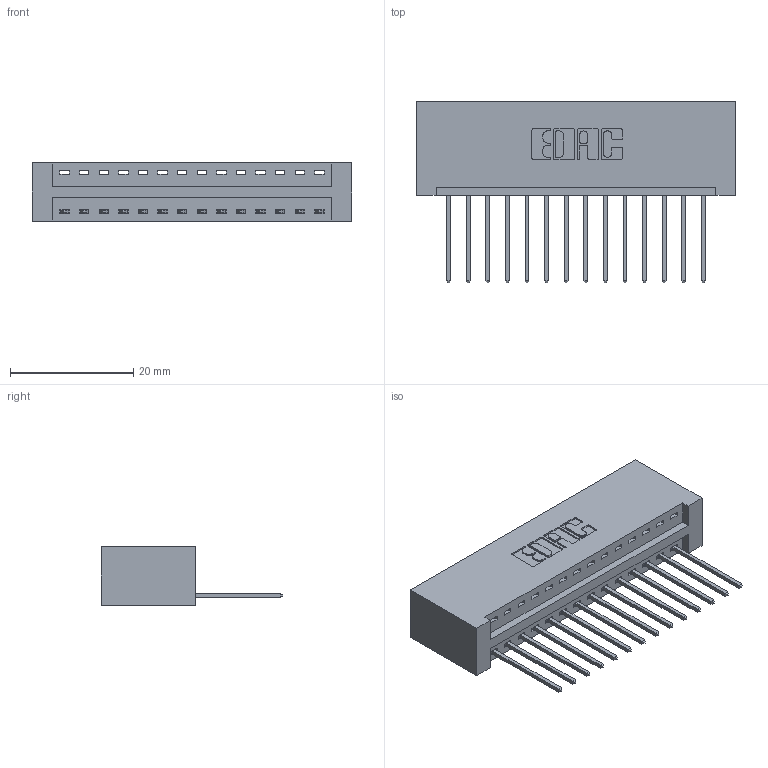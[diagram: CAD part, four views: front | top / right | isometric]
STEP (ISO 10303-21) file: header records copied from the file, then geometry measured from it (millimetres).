
FILE_DESCRIPTION (( 'STEP AP203' ), '1' );
FILE_NAME ('346-014-540-101.STEP', '2018-08-20T01:12:56', ( '' ), ( '' ), 'SwSTEP 2.0', 'SolidWorks 2016', '' );
FILE_SCHEMA (( 'CONFIG_CONTROL_DESIGN' ));
Length unit declared in the file: inch
Products named in the file (3): 346 Part_No Mounting Lugs; 345-292-001_345-293-140; 346-014-540-101
Assembly tree (15 placements, depth 2):
  346-014-540-101
    346 Part_No Mounting Lugs
    345-292-001_345-293-140  x14
Bounding box: 51.69 x 29.46 x 9.4 mm (x, y, z)
Volume: 5323.2 mm3; surface area: 6564.7 mm2
Topology: 15 solids, 15 shells, 926 faces, 2769 edges, 1826 vertices
Faces by surface type: plane 632, cylinder 294
Entity records: 12199 total; most frequent: CARTESIAN_POINT 2106, ORIENTED_EDGE 2054, DIRECTION 1887, EDGE_CURVE 1027, VECTOR 847, LINE 847, VERTEX_POINT 682, AXIS2_PLACEMENT_3D 520
